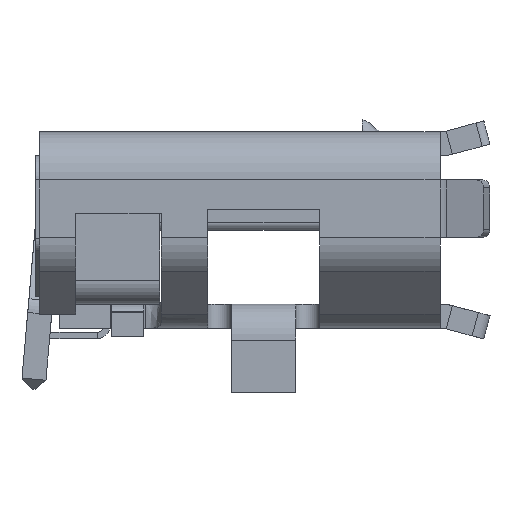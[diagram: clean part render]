
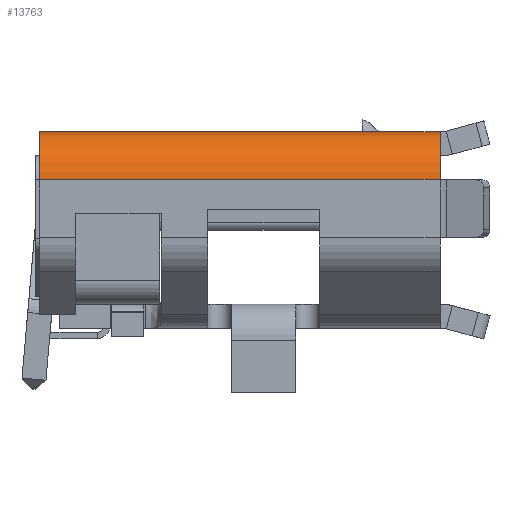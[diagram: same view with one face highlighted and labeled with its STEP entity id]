
A CAD part, front view. The second image highlights one B-rep face of the part: STEP entity #13763.
In plain terms, the highlighted cylindrical face has radius 0.6 mm (diameter 1.2 mm), a partial arc.
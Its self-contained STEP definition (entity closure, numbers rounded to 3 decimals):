
#816=CIRCLE('',#14734,0.6);
#817=CIRCLE('',#14735,0.6);
#1221=CYLINDRICAL_SURFACE('',#14733,0.6);
#1689=FACE_OUTER_BOUND('',#2497,.T.);
#2497=EDGE_LOOP('',(#10826,#10827,#10828,#10829));
#3629=LINE('',#21883,#5150);
#3630=LINE('',#21886,#5151);
#5150=VECTOR('',#17074,10.);
#5151=VECTOR('',#17077,10.);
#6379=VERTEX_POINT('',#21152);
#6384=VERTEX_POINT('',#21176);
#6557=VERTEX_POINT('',#21882);
#6558=VERTEX_POINT('',#21885);
#8099=EDGE_CURVE('',#6384,#6557,#3629,.T.);
#8100=EDGE_CURVE('',#6384,#6379,#816,.T.);
#8101=EDGE_CURVE('',#6558,#6379,#3630,.T.);
#8102=EDGE_CURVE('',#6558,#6557,#817,.T.);
#10826=ORIENTED_EDGE('',*,*,#8099,.F.);
#10827=ORIENTED_EDGE('',*,*,#8100,.T.);
#10828=ORIENTED_EDGE('',*,*,#8101,.F.);
#10829=ORIENTED_EDGE('',*,*,#8102,.T.);
#13763=ADVANCED_FACE('',(#1689),#1221,.T.);
#14733=AXIS2_PLACEMENT_3D('',#21881,#17072,#17073);
#14734=AXIS2_PLACEMENT_3D('',#21884,#17075,#17076);
#14735=AXIS2_PLACEMENT_3D('',#21887,#17078,#17079);
#17072=DIRECTION('center_axis',(1.,0.,0.));
#17073=DIRECTION('ref_axis',(0.,0.,
1.));
#17074=DIRECTION('',(-1.,0.,0.));
#17075=DIRECTION('center_axis',(-1.,0.,0.));
#17076=DIRECTION('ref_axis',(0.,-1.,0.));
#17077=DIRECTION('',(1.,0.,0.));
#17078=DIRECTION('center_axis',(1.,0.,0.));
#17079=DIRECTION('ref_axis',(0.,0.,1.));
#21152=CARTESIAN_POINT('',(3.,-3.15,2.45));
#21176=CARTESIAN_POINT('',(3.,-3.75,1.85));
#21881=CARTESIAN_POINT('Origin',(0.5,-3.15,1.85));
#21882=CARTESIAN_POINT('',(-2.,-3.75,1.85));
#21883=CARTESIAN_POINT('',(0.5,-3.75,1.85));
#21884=CARTESIAN_POINT('Origin',(3.,-3.15,1.85));
#21885=CARTESIAN_POINT('',(-2.,-3.15,2.45));
#21886=CARTESIAN_POINT('',(1.75,-3.15,2.45));
#21887=CARTESIAN_POINT('Origin',(-2.,-3.15,1.85));
